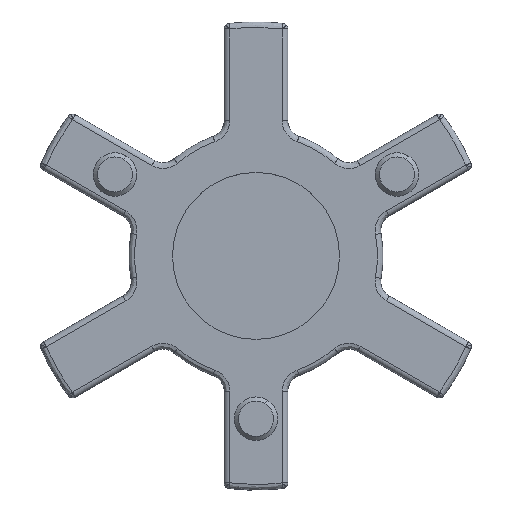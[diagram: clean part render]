
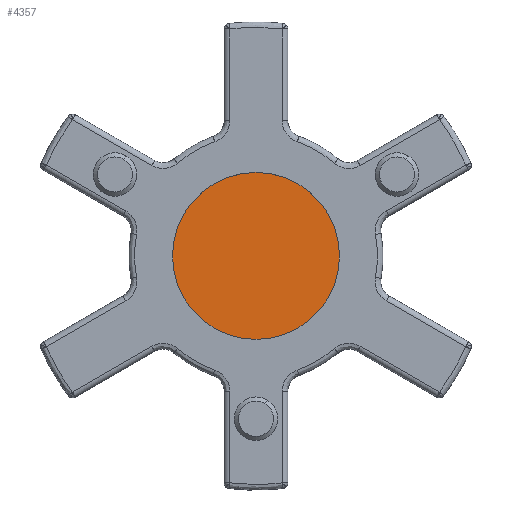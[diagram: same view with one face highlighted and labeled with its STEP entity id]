
A CAD part, top view. The second image highlights one B-rep face of the part: STEP entity #4357.
In plain terms, the highlighted planar face has unit normal (0, 0, 1).
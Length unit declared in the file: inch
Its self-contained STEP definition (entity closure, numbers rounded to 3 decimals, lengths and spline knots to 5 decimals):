
#542 = VERTEX_POINT ( 'NONE', #3001 ) ;
#1029 = CARTESIAN_POINT ( 'NONE',  ( -0.227, -0.16045, -0.25 ) ) ;
#1030 = DIRECTION ( 'NONE',  ( 0., 0., 1. ) ) ;
#1031 = DIRECTION ( 'NONE',  ( -0.5, -0.866, 0. ) ) ;
#1162 = EDGE_CURVE ( 'NONE', #3322, #542, #3482, .T. ) ;
#1452 = AXIS2_PLACEMENT_3D ( 'NONE', #4946, #4951, #4952 ) ;
#1808 = EDGE_LOOP ( 'NONE', ( #2282, #1829 ) ) ;
#1829 = ORIENTED_EDGE ( 'NONE', *, *, #4986, .T. ) ;
#2282 = ORIENTED_EDGE ( 'NONE', *, *, #1162, .T. ) ;
#3001 = CARTESIAN_POINT ( 'NONE',  ( 0.0705, 0.35483, -0.25 ) ) ;
#3322 = VERTEX_POINT ( 'NONE', #4768 ) ;
#3482 = CIRCLE ( 'NONE', #5193, 0.595 ) ;
#4025 = FACE_OUTER_BOUND ( 'NONE', #1808, .T. ) ;
#4097 = CIRCLE ( 'NONE', #6585, 0.595 ) ;
#4357 = ADVANCED_FACE ( 'NONE', ( #4025 ), #4948, .T. ) ;
#4768 = CARTESIAN_POINT ( 'NONE',  ( -0.5245, -0.67574, -0.25 ) ) ;
#4946 = CARTESIAN_POINT ( 'NONE',  ( -0.227, -0.16045, -0.25 ) ) ;
#4948 = PLANE ( 'NONE',  #1452 ) ;
#4951 = DIRECTION ( 'NONE',  ( 0., 0., 1. ) ) ;
#4952 = DIRECTION ( 'NONE',  ( 0.5, 0.866, 0. ) ) ;
#4986 = EDGE_CURVE ( 'NONE', #542, #3322, #4097, .T. ) ;
#5193 = AXIS2_PLACEMENT_3D ( 'NONE', #5876, #5875, #5874 ) ;
#5874 = DIRECTION ( 'NONE',  ( -0.5, -0.866, 0. ) ) ;
#5875 = DIRECTION ( 'NONE',  ( 0., 0., 1. ) ) ;
#5876 = CARTESIAN_POINT ( 'NONE',  ( -0.227, -0.16045, -0.25 ) ) ;
#6585 = AXIS2_PLACEMENT_3D ( 'NONE', #1029, #1030, #1031 ) ;
